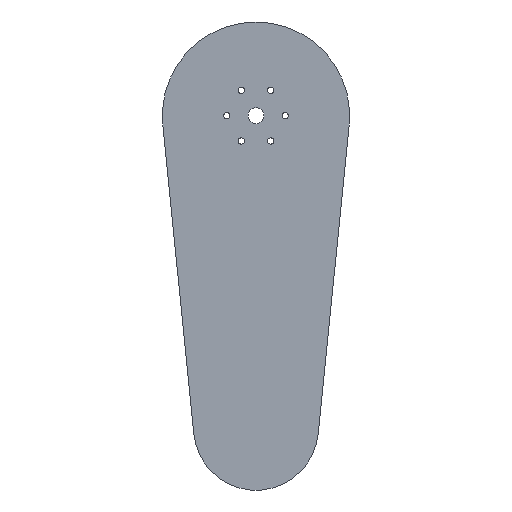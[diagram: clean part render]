
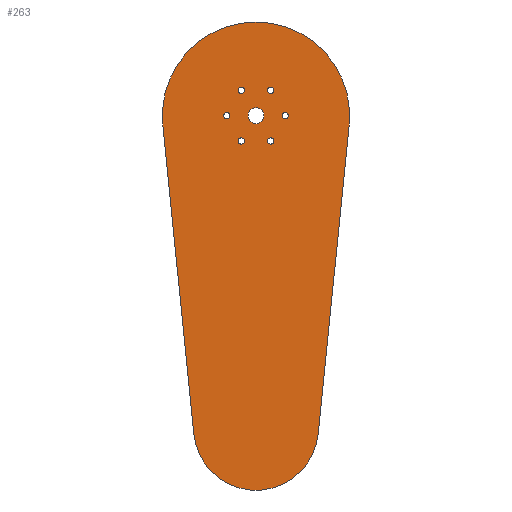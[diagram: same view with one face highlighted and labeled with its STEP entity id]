
A CAD part, front view. The second image highlights one B-rep face of the part: STEP entity #263.
In plain terms, the highlighted planar face has unit normal (0, -1, 0).
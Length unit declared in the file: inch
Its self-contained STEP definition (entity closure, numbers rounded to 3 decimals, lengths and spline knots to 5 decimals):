
#22=FACE_BOUND('',#66,.T.);
#23=FACE_BOUND('',#67,.T.);
#24=FACE_BOUND('',#68,.T.);
#25=FACE_BOUND('',#69,.T.);
#26=FACE_BOUND('',#70,.T.);
#27=FACE_BOUND('',#71,.T.);
#28=FACE_BOUND('',#72,.T.);
#32=PLANE('',#308);
#45=FACE_OUTER_BOUND('',#65,.T.);
#65=EDGE_LOOP('',(#231,#232,#233,#234));
#66=EDGE_LOOP('',(#235));
#67=EDGE_LOOP('',(#236));
#68=EDGE_LOOP('',(#237));
#69=EDGE_LOOP('',(#238));
#70=EDGE_LOOP('',(#239));
#71=EDGE_LOOP('',(#240));
#72=EDGE_LOOP('',(#241));
#82=LINE('',#442,#97);
#86=LINE('',#453,#101);
#97=VECTOR('',#370,0.3937);
#101=VECTOR('',#382,0.3937);
#104=CIRCLE('',#280,0.1005);
#106=CIRCLE('',#283,0.1005);
#108=CIRCLE('',#286,0.1005);
#110=CIRCLE('',#289,0.1005);
#112=CIRCLE('',#292,0.1005);
#114=CIRCLE('',#295,0.1005);
#116=CIRCLE('',#298,0.255);
#117=CIRCLE('',#300,3.);
#119=CIRCLE('',#304,2.);
#122=VERTEX_POINT('',#392);
#124=VERTEX_POINT('',#398);
#126=VERTEX_POINT('',#404);
#128=VERTEX_POINT('',#410);
#130=VERTEX_POINT('',#416);
#132=VERTEX_POINT('',#422);
#134=VERTEX_POINT('',#428);
#135=VERTEX_POINT('',#432);
#136=VERTEX_POINT('',#433);
#139=VERTEX_POINT('',#441);
#141=VERTEX_POINT('',#447);
#145=EDGE_CURVE('',#122,#122,#104,.T.);
#148=EDGE_CURVE('',#124,#124,#106,.T.);
#151=EDGE_CURVE('',#126,#126,#108,.T.);
#154=EDGE_CURVE('',#128,#128,#110,.T.);
#157=EDGE_CURVE('',#130,#130,#112,.T.);
#160=EDGE_CURVE('',#132,#132,#114,.T.);
#163=EDGE_CURVE('',#134,#134,#116,.T.);
#164=EDGE_CURVE('',#135,#136,#117,.T.);
#168=EDGE_CURVE('',#139,#135,#82,.T.);
#171=EDGE_CURVE('',#141,#139,#119,.T.);
#174=EDGE_CURVE('',#136,#141,#86,.T.);
#231=ORIENTED_EDGE('',*,*,#174,.F.);
#232=ORIENTED_EDGE('',*,*,#164,.F.);
#233=ORIENTED_EDGE('',*,*,#168,.F.);
#234=ORIENTED_EDGE('',*,*,#171,.F.);
#235=ORIENTED_EDGE('',*,*,#163,.F.);
#236=ORIENTED_EDGE('',*,*,#160,.F.);
#237=ORIENTED_EDGE('',*,*,#157,.F.);
#238=ORIENTED_EDGE('',*,*,#154,.F.);
#239=ORIENTED_EDGE('',*,*,#151,.F.);
#240=ORIENTED_EDGE('',*,*,#148,.F.);
#241=ORIENTED_EDGE('',*,*,#145,.F.);
#263=ADVANCED_FACE('',(#45,#22,#23,#24,#25,#26,#27,#28),#32,.F.);
#280=AXIS2_PLACEMENT_3D('',#394,#316,#317);
#283=AXIS2_PLACEMENT_3D('',#400,#323,#324);
#286=AXIS2_PLACEMENT_3D('',#406,#330,#331);
#289=AXIS2_PLACEMENT_3D('',#412,#337,#338);
#292=AXIS2_PLACEMENT_3D('',#418,#344,#345);
#295=AXIS2_PLACEMENT_3D('',#424,#351,#352);
#298=AXIS2_PLACEMENT_3D('',#430,#358,#359);
#300=AXIS2_PLACEMENT_3D('',#434,#362,#363);
#304=AXIS2_PLACEMENT_3D('',#448,#375,#376);
#308=AXIS2_PLACEMENT_3D('',#456,#386,#387);
#316=DIRECTION('center_axis',(0.,-1.,0.));
#317=DIRECTION('ref_axis',(1.,0.,0.));
#323=DIRECTION('center_axis',(0.,-1.,0.));
#324=DIRECTION('ref_axis',(1.,0.,0.));
#330=DIRECTION('center_axis',(0.,-1.,0.));
#331=DIRECTION('ref_axis',(1.,0.,0.));
#337=DIRECTION('center_axis',(0.,-1.,0.));
#338=DIRECTION('ref_axis',(1.,0.,0.));
#344=DIRECTION('center_axis',(0.,-1.,0.));
#345=DIRECTION('ref_axis',(1.,0.,0.));
#351=DIRECTION('center_axis',(0.,-1.,0.));
#352=DIRECTION('ref_axis',(1.,0.,0.));
#358=DIRECTION('center_axis',(0.,-1.,0.));
#359=DIRECTION('ref_axis',(1.,0.,0.));
#362=DIRECTION('center_axis',(0.,1.,0.));
#363=DIRECTION('ref_axis',(-1.,0.,0.));
#370=DIRECTION('',(-0.1,0.,0.995));
#375=DIRECTION('center_axis',(0.,1.,0.));
#376=DIRECTION('ref_axis',(-1.,0.,0.));
#382=DIRECTION('',(-0.1,0.,-0.995));
#386=DIRECTION('center_axis',(0.,1.,0.));
#387=DIRECTION('ref_axis',(0.,0.,1.));
#392=CARTESIAN_POINT('',(-1.038,0.,0.));
#394=CARTESIAN_POINT('Origin',(-0.9375,0.,0.));
#398=CARTESIAN_POINT('',(-0.56925,0.,0.8119));
#400=CARTESIAN_POINT('Origin',(-0.46875,0.,0.8119));
#404=CARTESIAN_POINT('',(0.36825,0.,0.8119));
#406=CARTESIAN_POINT('Origin',(0.46875,0.,0.8119));
#410=CARTESIAN_POINT('',(0.837,0.,0.));
#412=CARTESIAN_POINT('Origin',(0.9375,0.,0.));
#416=CARTESIAN_POINT('',(0.36825,0.,-0.8119));
#418=CARTESIAN_POINT('Origin',(0.46875,0.,-0.8119));
#422=CARTESIAN_POINT('',(-0.56925,0.,-0.8119));
#424=CARTESIAN_POINT('Origin',(-0.46875,0.,-0.8119));
#428=CARTESIAN_POINT('',(-0.255,0.,0.));
#430=CARTESIAN_POINT('Origin',(0.,0.,0.));
#432=CARTESIAN_POINT('',(-2.98496,0.,-0.3));
#433=CARTESIAN_POINT('',(2.98496,0.,-0.3));
#434=CARTESIAN_POINT('Origin',(0.,0.,0.));
#441=CARTESIAN_POINT('',(-1.98997,0.,-10.2));
#442=CARTESIAN_POINT('',(-1.98997,0.,-10.2));
#447=CARTESIAN_POINT('',(1.98997,0.,-10.2));
#448=CARTESIAN_POINT('Origin',(0.,0.,-10.));
#453=CARTESIAN_POINT('',(2.98496,0.,-0.3));
#456=CARTESIAN_POINT('Origin',(0.,0.,-4.5));
